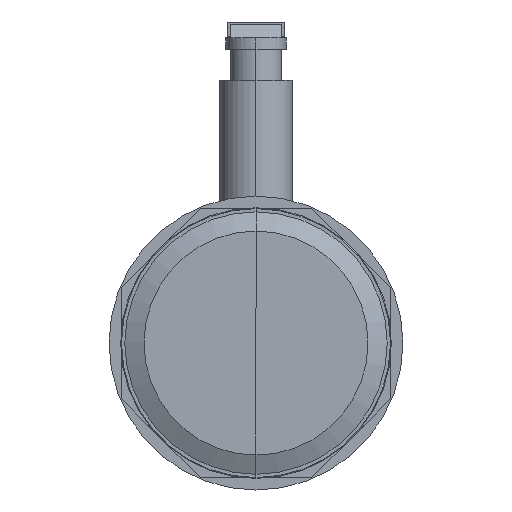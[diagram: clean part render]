
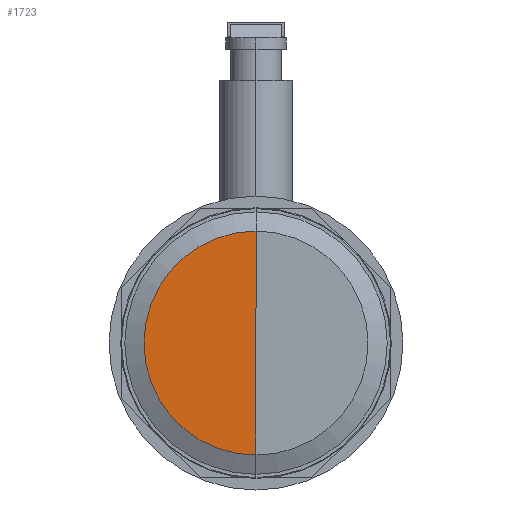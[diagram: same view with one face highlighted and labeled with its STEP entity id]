
A CAD part, left-side view. The second image highlights one B-rep face of the part: STEP entity #1723.
In plain terms, the highlighted planar face has unit normal (-1, 0, 0).
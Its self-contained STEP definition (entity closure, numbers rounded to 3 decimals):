
#210=FACE_OUTER_BOUND('',#322,.T.);
#322=EDGE_LOOP('',(#1182,#1183));
#433=LINE('',#2711,#579);
#579=VECTOR('',#2120,304.8);
#724=CIRCLE('',#1859,38.892);
#794=VERTEX_POINT('',#2703);
#795=VERTEX_POINT('',#2704);
#931=EDGE_CURVE('',#794,#795,#724,.T.);
#935=EDGE_CURVE('',#794,#795,#433,.T.);
#1182=ORIENTED_EDGE('',*,*,#935,.T.);
#1183=ORIENTED_EDGE('',*,*,#931,.F.);
#1530=PLANE('',#1862);
#1723=ADVANCED_FACE('',(#210),#1530,.T.);
#1859=AXIS2_PLACEMENT_3D('',#2705,#2110,#2111);
#1862=AXIS2_PLACEMENT_3D('',#2710,#2118,#2119);
#2110=DIRECTION('center_axis',(1.,0.,0.));
#2111=DIRECTION('ref_axis',(0.,0.,1.));
#2118=DIRECTION('center_axis',(-1.,0.,0.));
#2119=DIRECTION('ref_axis',(0.,0.,1.));
#2120=DIRECTION('',(0.,0.,1.));
#2703=CARTESIAN_POINT('',(-120.5,0.,-38.892));
#2704=CARTESIAN_POINT('',(-120.5,0.,38.892));
#2705=CARTESIAN_POINT('Origin',(-120.5,0.,0.));
#2710=CARTESIAN_POINT('Origin',(-120.5,0.,0.));
#2711=CARTESIAN_POINT('',(-120.5,0.,0.));
